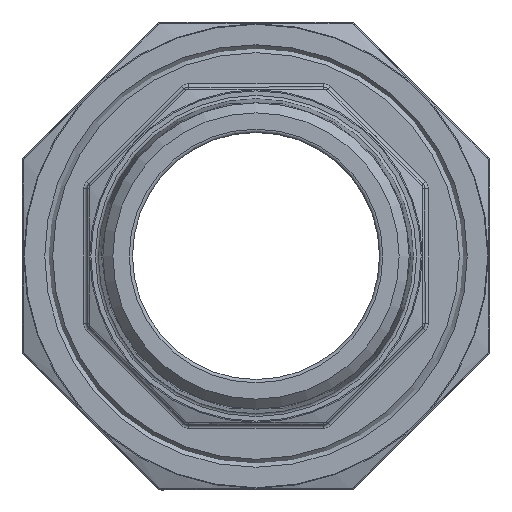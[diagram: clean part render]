
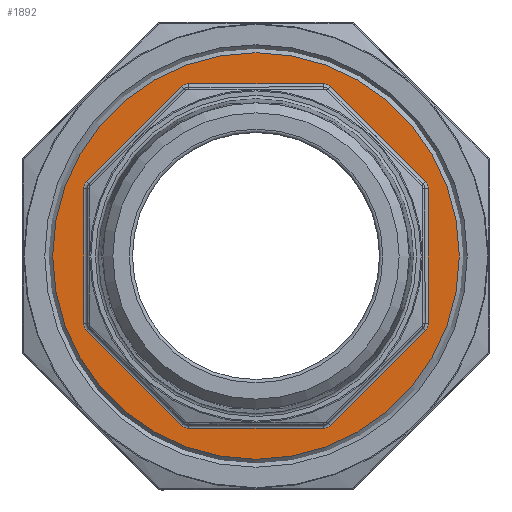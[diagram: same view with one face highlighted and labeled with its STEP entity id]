
A CAD part, left-side view. The second image highlights one B-rep face of the part: STEP entity #1892.
In plain terms, the highlighted planar face has unit normal (-1, 0, 0).
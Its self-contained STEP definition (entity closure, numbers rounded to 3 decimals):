
#48 = EDGE_CURVE ( 'NONE', #12326, #8732, #15913, .T. ) ;
#184 = CARTESIAN_POINT ( 'NONE',  ( -13.5, -26.5, 0. ) ) ;
#284 = CARTESIAN_POINT ( 'NONE',  ( -13.5, 10.355, 25. ) ) ;
#403 = AXIS2_PLACEMENT_3D ( 'NONE', #284, #1606, #14260 ) ;
#598 = VERTEX_POINT ( 'NONE', #18564 ) ;
#961 = CARTESIAN_POINT ( 'NONE',  ( -13.5, 10.355, 26.5 ) ) ;
#1129 = AXIS2_PLACEMENT_3D ( 'NONE', #6244, #18626, #4722 ) ;
#1159 = CARTESIAN_POINT ( 'NONE',  ( -13.5, 26.061, 11.416 ) ) ;
#1223 = LINE ( 'NONE', #7429, #19176 ) ;
#1242 = VERTEX_POINT ( 'NONE', #2684 ) ;
#1586 = CIRCLE ( 'NONE', #15494, 1.5 ) ;
#1606 = DIRECTION ( 'NONE',  ( 1., 0., 0. ) ) ;
#1628 = CARTESIAN_POINT ( 'NONE',  ( -13.5, 11.416, 26.061 ) ) ;
#1648 = CARTESIAN_POINT ( 'NONE',  ( -13.5, 10.355, -26.5 ) ) ;
#1663 = CARTESIAN_POINT ( 'NONE',  ( -13.5, -25., -10.355 ) ) ;
#1754 = LINE ( 'NONE', #4918, #8118 ) ;
#1818 = VERTEX_POINT ( 'NONE', #4721 ) ;
#1892 = ADVANCED_FACE ( 'NONE', ( #9158, #20058 ), #12472, .T. ) ;
#1972 = VECTOR ( 'NONE', #13567, 1000. ) ;
#2196 = ORIENTED_EDGE ( 'NONE', *, *, #7210, .T. ) ;
#2403 = EDGE_CURVE ( 'NONE', #15603, #2942, #13076, .T. ) ;
#2518 = CARTESIAN_POINT ( 'NONE',  ( -13.5, 26.061, -11.416 ) ) ;
#2532 = LINE ( 'NONE', #7310, #5539 ) ;
#2684 = CARTESIAN_POINT ( 'NONE',  ( -13.5, 26.5, -10.355 ) ) ;
#2924 = DIRECTION ( 'NONE',  ( 0., -1., 0. ) ) ;
#2942 = VERTEX_POINT ( 'NONE', #19917 ) ;
#3060 = DIRECTION ( 'NONE',  ( 0., -1., 0. ) ) ;
#3142 = CARTESIAN_POINT ( 'NONE',  ( -13.5, 10.355, -25. ) ) ;
#3178 = CARTESIAN_POINT ( 'NONE',  ( -13.5, 31.275, 0. ) ) ;
#3259 = DIRECTION ( 'NONE',  ( 1., 0., 0. ) ) ;
#3396 = DIRECTION ( 'NONE',  ( 0., -1., 0. ) ) ;
#3786 = VERTEX_POINT ( 'NONE', #13748 ) ;
#4371 = DIRECTION ( 'NONE',  ( 0., 0., 1. ) ) ;
#4550 = ORIENTED_EDGE ( 'NONE', *, *, #19446, .T. ) ;
#4623 = EDGE_CURVE ( 'NONE', #17954, #1242, #11969, .T. ) ;
#4721 = CARTESIAN_POINT ( 'NONE',  ( -13.5, -26.061, -11.416 ) ) ;
#4722 = DIRECTION ( 'NONE',  ( 0., -1., 0. ) ) ;
#4866 = LINE ( 'NONE', #9500, #13580 ) ;
#4888 = CIRCLE ( 'NONE', #5529, 1.5 ) ;
#4918 = CARTESIAN_POINT ( 'NONE',  ( -13.5, 31.275, -26.5 ) ) ;
#5357 = ORIENTED_EDGE ( 'NONE', *, *, #12440, .T. ) ;
#5523 = VERTEX_POINT ( 'NONE', #17614 ) ;
#5529 = AXIS2_PLACEMENT_3D ( 'NONE', #10949, #3259, #3060 ) ;
#5539 = VECTOR ( 'NONE', #19695, 1000. ) ;
#5547 = CARTESIAN_POINT ( 'NONE',  ( -13.5, 25., -10.355 ) ) ;
#5816 = VERTEX_POINT ( 'NONE', #1159 ) ;
#6027 = EDGE_CURVE ( 'NONE', #8732, #3786, #4888, .T. ) ;
#6060 = DIRECTION ( 'NONE',  ( 0., 1., 0. ) ) ;
#6174 = EDGE_CURVE ( 'NONE', #17055, #17055, #17162, .T. ) ;
#6244 = CARTESIAN_POINT ( 'NONE',  ( -13.5, -10.355, 25. ) ) ;
#6257 = CARTESIAN_POINT ( 'NONE',  ( -13.5, 25., 10.355 ) ) ;
#6389 = AXIS2_PLACEMENT_3D ( 'NONE', #6257, #10795, #15462 ) ;
#6483 = EDGE_CURVE ( 'NONE', #598, #12326, #14759, .T. ) ;
#6593 = CARTESIAN_POINT ( 'NONE',  ( -13.5, -11.416, 26.061 ) ) ;
#6809 = EDGE_CURVE ( 'NONE', #1818, #16949, #7656, .T. ) ;
#7059 = EDGE_LOOP ( 'NONE', ( #13389 ) ) ;
#7210 = EDGE_CURVE ( 'NONE', #2942, #17954, #4866, .T. ) ;
#7310 = CARTESIAN_POINT ( 'NONE',  ( -13.5, 34.376, 3.101 ) ) ;
#7429 = CARTESIAN_POINT ( 'NONE',  ( -13.5, 26.5, 0. ) ) ;
#7549 = AXIS2_PLACEMENT_3D ( 'NONE', #19333, #11560, #12871 ) ;
#7614 = DIRECTION ( 'NONE',  ( 0., 0.707, 0.707 ) ) ;
#7656 = LINE ( 'NONE', #18487, #18640 ) ;
#7659 = ORIENTED_EDGE ( 'NONE', *, *, #13379, .T. ) ;
#7700 = CARTESIAN_POINT ( 'NONE',  ( -13.5, 0., 0. ) ) ;
#7877 = EDGE_CURVE ( 'NONE', #12513, #15603, #1754, .T. ) ;
#7942 = ORIENTED_EDGE ( 'NONE', *, *, #48, .T. ) ;
#8002 = EDGE_CURVE ( 'NONE', #5816, #11494, #2532, .T. ) ;
#8053 = DIRECTION ( 'NONE',  ( 0., 1., 0. ) ) ;
#8118 = VECTOR ( 'NONE', #8053, 1000. ) ;
#8541 = VECTOR ( 'NONE', #12607, 1000. ) ;
#8587 = DIRECTION ( 'NONE',  ( 0., -1., 0. ) ) ;
#8686 = DIRECTION ( 'NONE',  ( 1., 0., 0. ) ) ;
#8732 = VERTEX_POINT ( 'NONE', #10456 ) ;
#9120 = LINE ( 'NONE', #19923, #1972 ) ;
#9158 = FACE_BOUND ( 'NONE', #11128, .T. ) ;
#9387 = ORIENTED_EDGE ( 'NONE', *, *, #17129, .T. ) ;
#9500 = CARTESIAN_POINT ( 'NONE',  ( -13.5, 34.376, -3.101 ) ) ;
#9544 = AXIS2_PLACEMENT_3D ( 'NONE', #3142, #15487, #19916 ) ;
#9895 = ORIENTED_EDGE ( 'NONE', *, *, #7877, .T. ) ;
#9969 = ORIENTED_EDGE ( 'NONE', *, *, #6809, .T. ) ;
#10252 = ORIENTED_EDGE ( 'NONE', *, *, #11760, .T. ) ;
#10314 = ORIENTED_EDGE ( 'NONE', *, *, #6027, .T. ) ;
#10456 = CARTESIAN_POINT ( 'NONE',  ( -13.5, -26.061, 11.416 ) ) ;
#10652 = VERTEX_POINT ( 'NONE', #16430 ) ;
#10795 = DIRECTION ( 'NONE',  ( 1., 0., 0. ) ) ;
#10949 = CARTESIAN_POINT ( 'NONE',  ( -13.5, -25., 10.355 ) ) ;
#11128 = EDGE_LOOP ( 'NONE', ( #17127, #5357, #11132, #7659, #4550, #14178, #7942, #10314, #14155, #9387, #9969, #10252, #9895, #16127, #2196, #18058 ) ) ;
#11132 = ORIENTED_EDGE ( 'NONE', *, *, #8002, .T. ) ;
#11494 = VERTEX_POINT ( 'NONE', #1628 ) ;
#11560 = DIRECTION ( 'NONE',  ( -1., 0., 0. ) ) ;
#11760 = EDGE_CURVE ( 'NONE', #16949, #12513, #16051, .T. ) ;
#11856 = AXIS2_PLACEMENT_3D ( 'NONE', #18351, #13655, #2924 ) ;
#11969 = CIRCLE ( 'NONE', #17178, 1.5 ) ;
#12326 = VERTEX_POINT ( 'NONE', #6593 ) ;
#12342 = DIRECTION ( 'NONE',  ( 0., 0.707, -0.707 ) ) ;
#12440 = EDGE_CURVE ( 'NONE', #10652, #5816, #15118, .T. ) ;
#12472 = PLANE ( 'NONE',  #7549 ) ;
#12513 = VERTEX_POINT ( 'NONE', #19052 ) ;
#12607 = DIRECTION ( 'NONE',  ( 0., 0., -1. ) ) ;
#12871 = DIRECTION ( 'NONE',  ( 0., -1., 0. ) ) ;
#12936 = DIRECTION ( 'NONE',  ( 0., -0.707, -0.707 ) ) ;
#13076 = CIRCLE ( 'NONE', #9544, 1.5 ) ;
#13379 = EDGE_CURVE ( 'NONE', #11494, #14564, #17874, .T. ) ;
#13389 = ORIENTED_EDGE ( 'NONE', *, *, #6174, .F. ) ;
#13408 = EDGE_CURVE ( 'NONE', #3786, #5523, #14047, .T. ) ;
#13567 = DIRECTION ( 'NONE',  ( 0., -1., 0. ) ) ;
#13580 = VECTOR ( 'NONE', #7614, 1000. ) ;
#13655 = DIRECTION ( 'NONE',  ( 1., 0., 0. ) ) ;
#13748 = CARTESIAN_POINT ( 'NONE',  ( -13.5, -26.5, 10.355 ) ) ;
#13999 = DIRECTION ( 'NONE',  ( 1., 0., 0. ) ) ;
#14047 = LINE ( 'NONE', #184, #8541 ) ;
#14068 = VECTOR ( 'NONE', #12936, 1000. ) ;
#14155 = ORIENTED_EDGE ( 'NONE', *, *, #13408, .T. ) ;
#14178 = ORIENTED_EDGE ( 'NONE', *, *, #6483, .T. ) ;
#14260 = DIRECTION ( 'NONE',  ( 0., -1., 0. ) ) ;
#14564 = VERTEX_POINT ( 'NONE', #961 ) ;
#14759 = CIRCLE ( 'NONE', #1129, 1.5 ) ;
#14954 = CARTESIAN_POINT ( 'NONE',  ( -13.5, -11.416, -26.061 ) ) ;
#15118 = CIRCLE ( 'NONE', #6389, 1.5 ) ;
#15462 = DIRECTION ( 'NONE',  ( 0., -1., 0. ) ) ;
#15487 = DIRECTION ( 'NONE',  ( 1., 0., 0. ) ) ;
#15494 = AXIS2_PLACEMENT_3D ( 'NONE', #1663, #13999, #3396 ) ;
#15603 = VERTEX_POINT ( 'NONE', #1648 ) ;
#15813 = CARTESIAN_POINT ( 'NONE',  ( -13.5, -3.101, 34.376 ) ) ;
#15913 = LINE ( 'NONE', #15813, #14068 ) ;
#16051 = CIRCLE ( 'NONE', #11856, 1.5 ) ;
#16127 = ORIENTED_EDGE ( 'NONE', *, *, #2403, .T. ) ;
#16430 = CARTESIAN_POINT ( 'NONE',  ( -13.5, 26.5, 10.355 ) ) ;
#16949 = VERTEX_POINT ( 'NONE', #14954 ) ;
#17055 = VERTEX_POINT ( 'NONE', #3178 ) ;
#17127 = ORIENTED_EDGE ( 'NONE', *, *, #19434, .T. ) ;
#17129 = EDGE_CURVE ( 'NONE', #5523, #1818, #1586, .T. ) ;
#17162 = CIRCLE ( 'NONE', #17343, 31.275 ) ;
#17178 = AXIS2_PLACEMENT_3D ( 'NONE', #5547, #8686, #8587 ) ;
#17343 = AXIS2_PLACEMENT_3D ( 'NONE', #7700, #18024, #6060 ) ;
#17614 = CARTESIAN_POINT ( 'NONE',  ( -13.5, -26.5, -10.355 ) ) ;
#17874 = CIRCLE ( 'NONE', #403, 1.5 ) ;
#17954 = VERTEX_POINT ( 'NONE', #2518 ) ;
#18024 = DIRECTION ( 'NONE',  ( 1., 0., 0. ) ) ;
#18058 = ORIENTED_EDGE ( 'NONE', *, *, #4623, .T. ) ;
#18351 = CARTESIAN_POINT ( 'NONE',  ( -13.5, -10.355, -25. ) ) ;
#18487 = CARTESIAN_POINT ( 'NONE',  ( -13.5, -3.101, -34.376 ) ) ;
#18564 = CARTESIAN_POINT ( 'NONE',  ( -13.5, -10.355, 26.5 ) ) ;
#18626 = DIRECTION ( 'NONE',  ( 1., 0., 0. ) ) ;
#18640 = VECTOR ( 'NONE', #12342, 1000. ) ;
#19052 = CARTESIAN_POINT ( 'NONE',  ( -13.5, -10.355, -26.5 ) ) ;
#19176 = VECTOR ( 'NONE', #4371, 1000. ) ;
#19333 = CARTESIAN_POINT ( 'NONE',  ( -13.5, 31.275, 0. ) ) ;
#19434 = EDGE_CURVE ( 'NONE', #1242, #10652, #1223, .T. ) ;
#19446 = EDGE_CURVE ( 'NONE', #14564, #598, #9120, .T. ) ;
#19695 = DIRECTION ( 'NONE',  ( 0., -0.707, 0.707 ) ) ;
#19916 = DIRECTION ( 'NONE',  ( 0., -1., 0. ) ) ;
#19917 = CARTESIAN_POINT ( 'NONE',  ( -13.5, 11.416, -26.061 ) ) ;
#19923 = CARTESIAN_POINT ( 'NONE',  ( -13.5, 31.275, 26.5 ) ) ;
#20058 = FACE_OUTER_BOUND ( 'NONE', #7059, .T. ) ;
